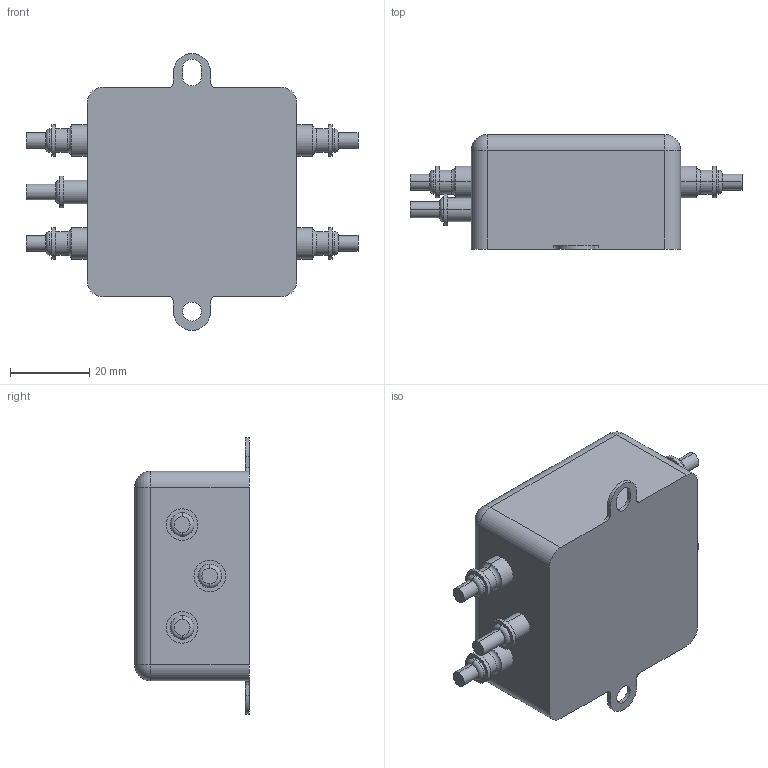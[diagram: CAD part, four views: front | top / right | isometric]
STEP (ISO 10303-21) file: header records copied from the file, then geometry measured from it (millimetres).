
FILE_DESCRIPTION (( 'STEP AP214' ), '1' );
FILE_NAME ('Default.STEP', '2018-07-23T16:32:16', ( '' ), ( '' ), 'SwSTEP 2.0', 'SolidWorks 2014', '' );
FILE_SCHEMA (( 'AUTOMOTIVE_DESIGN' ));
Length unit declared in the file: millimetre
Products named in the file (1): Default
Bounding box: 84 x 29 x 70 mm (x, y, z)
Volume: 82695.6 mm3; surface area: 13000.6 mm2
Topology: 1 solids, 1 shells, 171 faces, 411 edges, 256 vertices
Faces by surface type: plane 83, cylinder 66, torus 18, sphere 4
Entity records: 6254 total; most frequent: DIRECTION 903, CARTESIAN_POINT 835, ORIENTED_EDGE 814, EDGE_CURVE 407, AXIS2_PLACEMENT_3D 324, VERTEX_POINT 256, LINE 255, VECTOR 255
